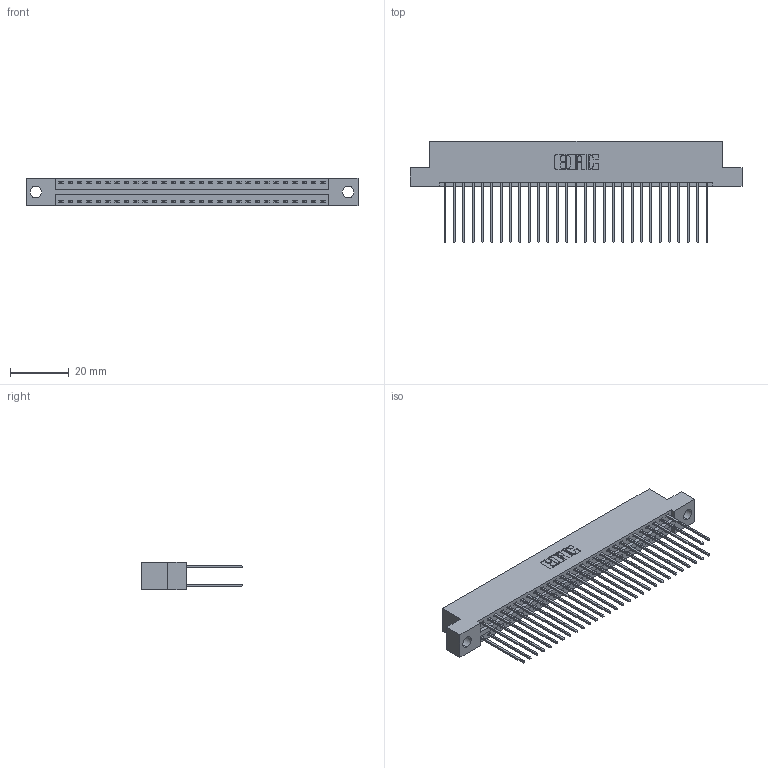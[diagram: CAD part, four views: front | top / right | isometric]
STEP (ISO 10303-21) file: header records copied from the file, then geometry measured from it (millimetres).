
FILE_DESCRIPTION (( 'STEP AP203' ), '1' );
FILE_NAME ('346-058-541-204.STEP', '2022-05-21T08:40:17', ( '' ), ( '' ), 'SwSTEP 2.0', 'SolidWorks 2020', '' );
FILE_SCHEMA (( 'CONFIG_CONTROL_DESIGN' ));
Length unit declared in the file: inch
Products named in the file (3): 346 Part_Flush Mounting Lugs - 0.156 Dia-TH; 345-292-001_345-293-141; 346-058-541-204
Assembly tree (59 placements, depth 2):
  346-058-541-204
    346 Part_Flush Mounting Lugs - 0.156 Dia-TH
    345-292-001_345-293-141  x58
Bounding box: 112.65 x 34.29 x 9.4 mm (x, y, z)
Volume: 11110.5 mm3; surface area: 16511.5 mm2
Topology: 59 solids, 59 shells, 3152 faces, 9355 edges, 6158 vertices
Faces by surface type: plane 2120, cylinder 1032
Entity records: 21113 total; most frequent: CARTESIAN_POINT 3502, ORIENTED_EDGE 3434, DIRECTION 3137, EDGE_CURVE 1717, VECTOR 1469, LINE 1469, VERTEX_POINT 1142, AXIS2_PLACEMENT_3D 834
